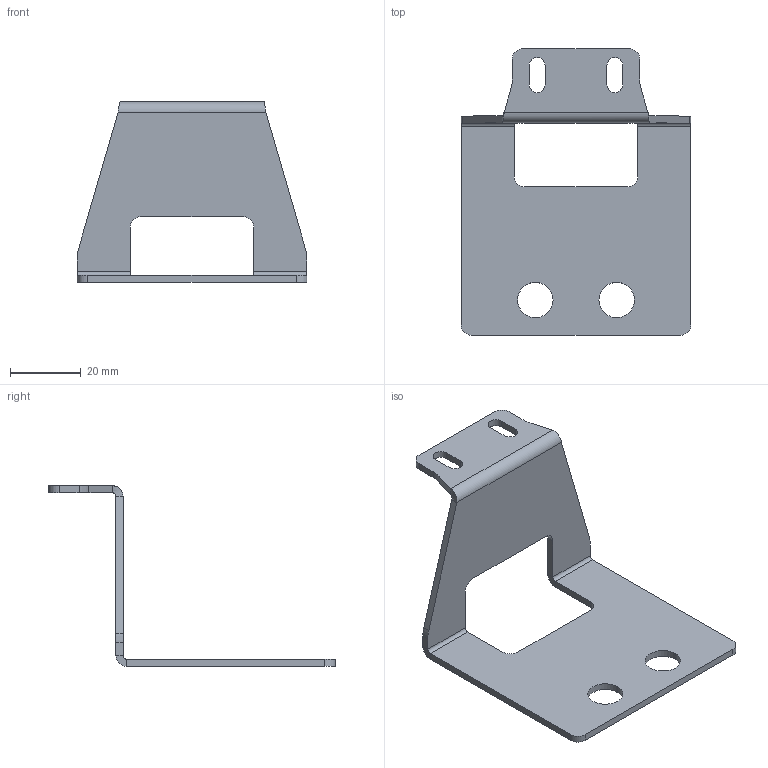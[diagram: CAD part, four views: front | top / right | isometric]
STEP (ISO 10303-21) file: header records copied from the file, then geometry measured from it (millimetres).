
FILE_DESCRIPTION (( 'STEP AP203' ), '1' );
FILE_NAME ('R5FLS01 Limit switch door holder.STEP', '2015-10-29T07:44:21', ( '' ), ( '' ), 'SwSTEP 2.0', 'SolidWorks 2015', '' );
FILE_SCHEMA (( 'CONFIG_CONTROL_DESIGN' ));
Length unit declared in the file: millimetre
Products named in the file (1): R5FLS01 Limit switch door holder
Bounding box: 65 x 81 x 51 mm (x, y, z)
Volume: 11620.8 mm3; surface area: 12832.1 mm2
Topology: 1 solids, 1 shells, 60 faces, 156 edges, 96 vertices
Faces by surface type: plane 32, cylinder 26, bspline 2
Entity records: 1965 total; most frequent: CARTESIAN_POINT 387, DIRECTION 314, ORIENTED_EDGE 312, EDGE_CURVE 156, AXIS2_PLACEMENT_3D 107, LINE 100, VECTOR 100, VERTEX_POINT 96
